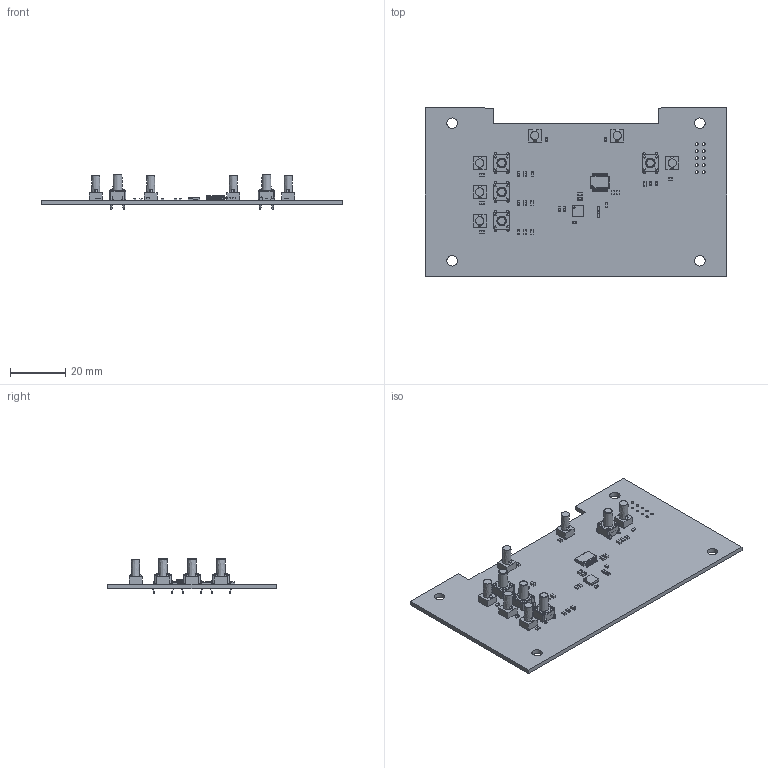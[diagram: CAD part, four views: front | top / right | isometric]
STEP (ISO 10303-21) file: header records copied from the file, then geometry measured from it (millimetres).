
FILE_DESCRIPTION(('Open CASCADE Model'),'2;1');
FILE_NAME('Open CASCADE Shape Model','2020-02-08T22:12:57',('Author'),( 'Open CASCADE'),'Open CASCADE STEP processor 6.8','Open CASCADE 6.8' ,'Unknown');
FILE_SCHEMA(('AUTOMOTIVE_DESIGN { 1 0 10303 214 1 1 1 1 }'));
Length unit declared in the file: millimetre
Products named in the file (109): PCB; Board; Open CASCADE STEP translator 6.8 1.1.1; U2; 6403056448; Open_CASCADE_STEP_translator_6.8_1.1; Body; Open_CASCADE_STEP_translator_6.8_1.2.1; Thermal_Shape; Pin_Shape; Open_CASCADE_STEP_translator_6.8_1.4.1; U1; 6079421536; Open_CASCADE_STEP_translator_6.8_2.1; Open_CASCADE_STEP_translator_6.8_2.2.1; Leader; S4; 1933083; TL1105BODY; 1105-COVER-PLATE; TL1105-3301ACTUATOR_B_9_5; TL1105CONTACTDOME; S3; S2; S1; R63; EXB2HV; R23; 6403051248; Mid_Body; Terminal; Mark; R22; R21; 6403054448; R20; 6403054768; R19; R18; R17 ...
Assembly tree (186 placements, depth 5):
  PCB
    Board
      Open CASCADE STEP translator 6.8 1.1.1
    U2
      6403056448
        Open_CASCADE_STEP_translator_6.8_1.1
        Body
          Open_CASCADE_STEP_translator_6.8_1.2.1
        Thermal_Shape
        Pin_Shape  x20
          Open_CASCADE_STEP_translator_6.8_1.4.1
    U1
      6079421536
        Open_CASCADE_STEP_translator_6.8_2.1
        Body
          Open_CASCADE_STEP_translator_6.8_2.2.1
        Leader  x18
    S4
      1933083
        TL1105BODY
        1105-COVER-PLATE
        TL1105-3301ACTUATOR_B_9_5
        TL1105CONTACTDOME
    S3
      1933083
        TL1105BODY
        1105-COVER-PLATE
        TL1105-3301ACTUATOR_B_9_5
        TL1105CONTACTDOME
    S2
      1933083
        TL1105BODY
        1105-COVER-PLATE
        TL1105-3301ACTUATOR_B_9_5
        TL1105CONTACTDOME
    S1
      1933083
        TL1105BODY
        1105-COVER-PLATE
        TL1105-3301ACTUATOR_B_9_5
        TL1105CONTACTDOME
    R63
      EXB2HV
    R23
      6403051248
        Mid_Body
        Terminal  x2
          Open_CASCADE_STEP_translator_6.8_1.2.1
        Mark
    R22
      6403051248
        Mid_Body
        Terminal  x2
          Open_CASCADE_STEP_translator_6.8_1.2.1
        Mark
    R21
      6403054448
        Mid_Body
        Terminal  x2
          Open_CASCADE_STEP_translator_6.8_1.2.1
Bounding box: 109.43 x 61.1 x 13.05 mm (x, y, z)
Volume: 10844.8 mm3; surface area: 16823.8 mm2
Topology: 164 solids, 644 shells, 3429 faces, 8331 edges, 5690 vertices
Faces by surface type: plane 2524, cylinder 543, bspline 256, sphere 94, cone 8, torus 4
Full cylindrical faces by diameter (mm): 0.5 x1, 0.562 x1, 0.61 x12, 0.75 x32, 1 x30, 3.5 x4, 3.8 x4, 5 x4
Entity records: 43274 total; most frequent: CARTESIAN_POINT 8280, DIRECTION 5839, ORIENTED_EDGE 4556, EDGE_CURVE 2976, LINE 2465, VECTOR 2465, VERTEX_POINT 2385, AXIS2_PLACEMENT_3D 1687
